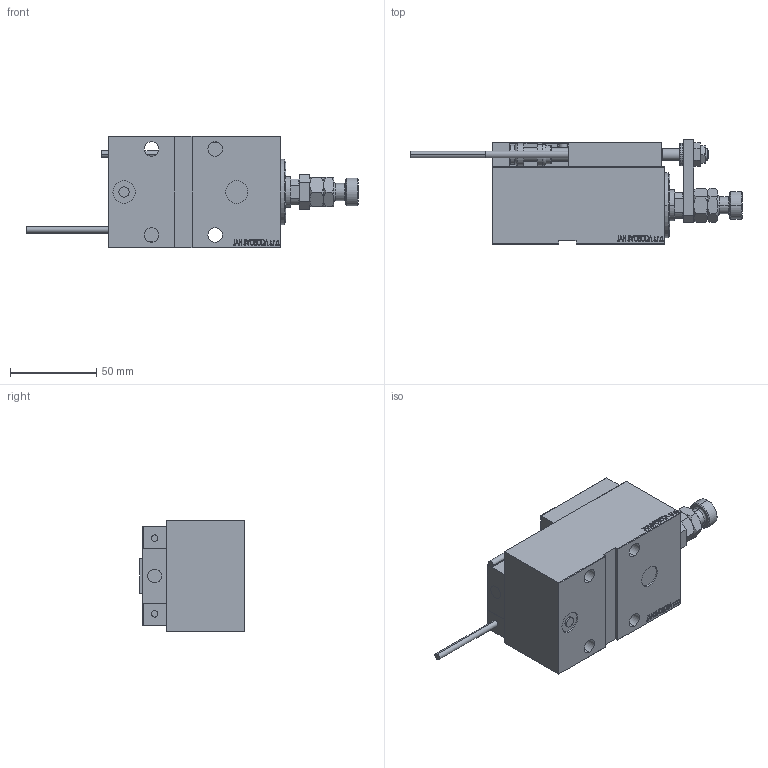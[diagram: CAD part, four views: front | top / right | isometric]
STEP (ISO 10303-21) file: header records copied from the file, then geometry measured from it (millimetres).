
FILE_DESCRIPTION (( 'STEP AP203' ), '1' );
FILE_NAME ('3261.STEP', '2024-02-12T06:59:10', ( '' ), ( '' ), 'SwSTEP 2.0', 'SolidWorks 2019', '' );
FILE_SCHEMA (( 'CONFIG_CONTROL_DESIGN' ));
Length unit declared in the file: millimetre
Products named in the file (17): NUT_D12 dded698a4ff48095da424a1b1535286d; ALLEN BOLT D5 dded698a4ff48095da424a1b1535286d; V450CM_E_Body dded698a4ff48095da424a1b1535286d; KONCOVKA dded698a4ff48095da424a1b1535286d; TYC_L79 dded698a4ff48095da424a1b1535286d; Block dded698a4ff48095da424a1b1535286d; V450CM_E_VCP dded698a4ff48095da424a1b1535286d; V450CM_VC_B dded698a4ff48095da424a1b1535286d; 3261; SWITCH DIM B,W dded698a4ff48095da424a1b1535286d; SWITCH_X_FRONT_BACK dded698a4ff48095da424a1b1535286d; NUT_D10 dded698a4ff48095da424a1b1535286d; ALLEN BOLT D8 dded698a4ff48095da424a1b1535286d; ZARAZKA dded698a4ff48095da424a1b1535286d; MAGNET dded698a4ff48095da424a1b1535286d; X_Y_MFA dded698a4ff48095da424a1b1535286d; SWITCH X dded698a4ff48095da424a1b1535286d
Assembly tree (26 placements, depth 3):
  3261
    V450CM_E_Body dded698a4ff48095da424a1b1535286d
    V450CM_E_VCP dded698a4ff48095da424a1b1535286d
    V450CM_VC_B dded698a4ff48095da424a1b1535286d
    SWITCH X dded698a4ff48095da424a1b1535286d
      SWITCH_X_FRONT_BACK dded698a4ff48095da424a1b1535286d  x2
      TYC_L79 dded698a4ff48095da424a1b1535286d
      Block dded698a4ff48095da424a1b1535286d  x2
      ALLEN BOLT D5 dded698a4ff48095da424a1b1535286d  x4
      ALLEN BOLT D8 dded698a4ff48095da424a1b1535286d  x4
      MAGNET dded698a4ff48095da424a1b1535286d  x2
      KONCOVKA dded698a4ff48095da424a1b1535286d  x2
    SWITCH DIM B,W dded698a4ff48095da424a1b1535286d
    ZARAZKA dded698a4ff48095da424a1b1535286d
    NUT_D10 dded698a4ff48095da424a1b1535286d
    NUT_D12 dded698a4ff48095da424a1b1535286d
    X_Y_MFA dded698a4ff48095da424a1b1535286d
Bounding box: 193 x 60.5 x 65 mm (x, y, z)
Volume: 323113.9 mm3; surface area: 79672.8 mm2
Topology: 25 solids, 25 shells, 1338 faces, 3188 edges, 2028 vertices
Faces by surface type: plane 585, bspline 380, cylinder 180, cone 141, torus 48, sphere 4
Entity records: 51486 total; most frequent: CARTESIAN_POINT 25913, ORIENTED_EDGE 5396, DIRECTION 3663, EDGE_CURVE 2698, VERTEX_POINT 1752, VECTOR 1523, LINE 1523, EDGE_LOOP 1246
